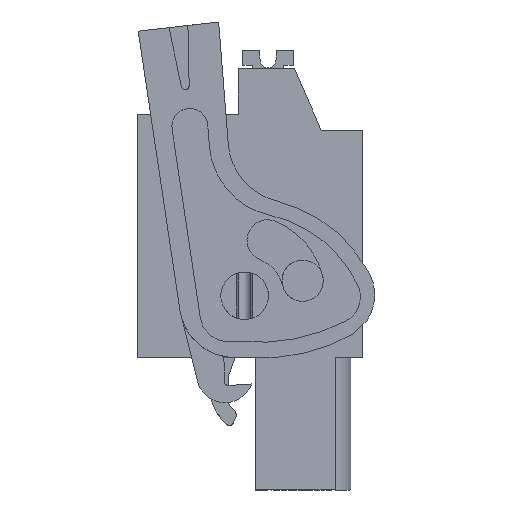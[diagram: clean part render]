
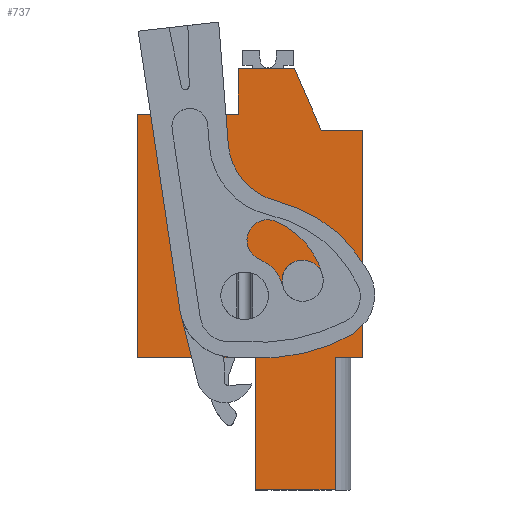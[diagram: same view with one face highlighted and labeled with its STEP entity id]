
A CAD part, left-side view. The second image highlights one B-rep face of the part: STEP entity #737.
In plain terms, the highlighted planar face has unit normal (-1, 0, 0).
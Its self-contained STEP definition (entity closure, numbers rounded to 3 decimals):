
#617=AXIS2_PLACEMENT_3D('Plane Axis2P3D',#614,#615,#616) ;
#703=AXIS2_PLACEMENT_3D('Circle Axis2P3D',#701,#702,$) ;
#712=AXIS2_PLACEMENT_3D('Circle Axis2P3D',#710,#711,$) ;
#721=AXIS2_PLACEMENT_3D('Circle Axis2P3D',#719,#720,$) ;
#730=AXIS2_PLACEMENT_3D('Circle Axis2P3D',#728,#729,$) ;
#42=CARTESIAN_POINT('Vertex',(4.85,8.618,26.59)) ;
#45=CARTESIAN_POINT('Line Origine',(4.85,6.843,26.59)) ;
#49=CARTESIAN_POINT('Vertex',(4.85,5.068,26.59)) ;
#509=CARTESIAN_POINT('Vertex',(4.85,8.618,23.69)) ;
#512=CARTESIAN_POINT('Line Origine',(4.85,8.618,25.14)) ;
#614=CARTESIAN_POINT('Axis2P3D Location',(4.85,7.568,8.35)) ;
#619=CARTESIAN_POINT('Line Origine',(4.85,2.493,4.175)) ;
#623=CARTESIAN_POINT('Vertex',(4.85,2.493,8.35)) ;
#625=CARTESIAN_POINT('Vertex',(4.85,2.493,0.)) ;
#628=CARTESIAN_POINT('Line Origine',(4.85,1.63,8.35)) ;
#632=CARTESIAN_POINT('Vertex',(4.85,0.768,8.35)) ;
#635=CARTESIAN_POINT('Line Origine',(4.85,0.768,15.52)) ;
#639=CARTESIAN_POINT('Vertex',(4.85,0.768,22.69)) ;
#642=CARTESIAN_POINT('Line Origine',(4.85,2.068,22.69)) ;
#646=CARTESIAN_POINT('Vertex',(4.85,3.368,22.69)) ;
#649=CARTESIAN_POINT('Line Origine',(4.85,4.218,24.64)) ;
#654=CARTESIAN_POINT('Line Origine',(4.85,11.793,23.69)) ;
#658=CARTESIAN_POINT('Vertex',(4.85,14.968,23.69)) ;
#661=CARTESIAN_POINT('Line Origine',(4.85,14.968,16.02)) ;
#665=CARTESIAN_POINT('Vertex',(4.85,14.968,8.35)) ;
#668=CARTESIAN_POINT('Line Origine',(4.85,11.253,8.35)) ;
#672=CARTESIAN_POINT('Vertex',(4.85,7.539,8.35)) ;
#675=CARTESIAN_POINT('Line Origine',(4.85,7.539,4.175)) ;
#679=CARTESIAN_POINT('Vertex',(4.85,7.539,0.)) ;
#682=CARTESIAN_POINT('Line Origine',(4.85,5.016,0.)) ;
#701=CARTESIAN_POINT('Axis2P3D Location',(4.85,8.204,12.25)) ;
#705=CARTESIAN_POINT('Vertex',(4.85,8.204,10.75)) ;
#707=CARTESIAN_POINT('Vertex',(4.85,8.204,13.75)) ;
#710=CARTESIAN_POINT('Axis2P3D Location',(4.85,8.204,12.25)) ;
#719=CARTESIAN_POINT('Axis2P3D Location',(4.85,4.544,13.2)) ;
#723=CARTESIAN_POINT('Vertex',(4.85,4.544,14.5)) ;
#725=CARTESIAN_POINT('Vertex',(4.85,4.544,11.9)) ;
#728=CARTESIAN_POINT('Axis2P3D Location',(4.85,4.544,13.2)) ;
#46=DIRECTION('Vector Direction',(0.,1.,0.)) ;
#513=DIRECTION('Vector Direction',(0.,0.,-1.)) ;
#615=DIRECTION('Axis2P3D Direction',(1.,0.,0.)) ;
#616=DIRECTION('Axis2P3D XDirection',(0.,1.,0.)) ;
#620=DIRECTION('Vector Direction',(0.,0.,-1.)) ;
#629=DIRECTION('Vector Direction',(0.,-1.,0.)) ;
#636=DIRECTION('Vector Direction',(0.,0.,-1.)) ;
#643=DIRECTION('Vector Direction',(0.,1.,0.)) ;
#650=DIRECTION('Vector Direction',(0.,0.4,0.917)) ;
#655=DIRECTION('Vector Direction',(0.,1.,0.)) ;
#662=DIRECTION('Vector Direction',(0.,0.,1.)) ;
#669=DIRECTION('Vector Direction',(0.,1.,0.)) ;
#676=DIRECTION('Vector Direction',(0.,0.,-1.)) ;
#683=DIRECTION('Vector Direction',(0.,1.,0.)) ;
#702=DIRECTION('Axis2P3D Direction',(1.,0.,0.)) ;
#711=DIRECTION('Axis2P3D Direction',(1.,0.,0.)) ;
#720=DIRECTION('Axis2P3D Direction',(1.,0.,0.)) ;
#729=DIRECTION('Axis2P3D Direction',(1.,0.,0.)) ;
#47=VECTOR('Line Direction',#46,1.) ;
#514=VECTOR('Line Direction',#513,1.) ;
#621=VECTOR('Line Direction',#620,1.) ;
#630=VECTOR('Line Direction',#629,1.) ;
#637=VECTOR('Line Direction',#636,1.) ;
#644=VECTOR('Line Direction',#643,1.) ;
#651=VECTOR('Line Direction',#650,1.) ;
#656=VECTOR('Line Direction',#655,1.) ;
#663=VECTOR('Line Direction',#662,1.) ;
#670=VECTOR('Line Direction',#669,1.) ;
#677=VECTOR('Line Direction',#676,1.) ;
#684=VECTOR('Line Direction',#683,1.) ;
#688=ORIENTED_EDGE('',*,*,#627,.F.) ;
#689=ORIENTED_EDGE('',*,*,#634,.F.) ;
#690=ORIENTED_EDGE('',*,*,#641,.F.) ;
#691=ORIENTED_EDGE('',*,*,#648,.T.) ;
#692=ORIENTED_EDGE('',*,*,#653,.T.) ;
#693=ORIENTED_EDGE('',*,*,#51,.T.) ;
#694=ORIENTED_EDGE('',*,*,#516,.T.) ;
#695=ORIENTED_EDGE('',*,*,#660,.T.) ;
#696=ORIENTED_EDGE('',*,*,#667,.F.) ;
#697=ORIENTED_EDGE('',*,*,#674,.F.) ;
#698=ORIENTED_EDGE('',*,*,#681,.T.) ;
#699=ORIENTED_EDGE('',*,*,#686,.F.) ;
#716=ORIENTED_EDGE('',*,*,#709,.T.) ;
#717=ORIENTED_EDGE('',*,*,#714,.T.) ;
#734=ORIENTED_EDGE('',*,*,#727,.T.) ;
#735=ORIENTED_EDGE('',*,*,#732,.T.) ;
#718=FACE_BOUND('',#715,.T.) ;
#736=FACE_BOUND('',#733,.T.) ;
#737=ADVANCED_FACE('HOUSING',(#700,#718,#736),#618,.F.) ;
#704=CIRCLE('generated circle',#703,1.5) ;
#713=CIRCLE('generated circle',#712,1.5) ;
#722=CIRCLE('generated circle',#721,1.3) ;
#731=CIRCLE('generated circle',#730,1.3) ;
#51=EDGE_CURVE('',#50,#43,#48,.T.) ;
#516=EDGE_CURVE('',#43,#510,#515,.T.) ;
#627=EDGE_CURVE('',#624,#626,#622,.T.) ;
#634=EDGE_CURVE('',#633,#624,#631,.F.) ;
#641=EDGE_CURVE('',#640,#633,#638,.T.) ;
#648=EDGE_CURVE('',#640,#647,#645,.T.) ;
#653=EDGE_CURVE('',#647,#50,#652,.T.) ;
#660=EDGE_CURVE('',#510,#659,#657,.T.) ;
#667=EDGE_CURVE('',#666,#659,#664,.T.) ;
#674=EDGE_CURVE('',#673,#666,#671,.T.) ;
#681=EDGE_CURVE('',#673,#680,#678,.T.) ;
#686=EDGE_CURVE('',#626,#680,#685,.T.) ;
#709=EDGE_CURVE('',#706,#708,#704,.T.) ;
#714=EDGE_CURVE('',#708,#706,#713,.T.) ;
#727=EDGE_CURVE('',#724,#726,#722,.T.) ;
#732=EDGE_CURVE('',#726,#724,#731,.T.) ;
#687=EDGE_LOOP('',(#688,#689,#690,#691,#692,#693,#694,#695,#696,#697,#698,#699)) ;
#715=EDGE_LOOP('',(#716,#717)) ;
#733=EDGE_LOOP('',(#734,#735)) ;
#700=FACE_OUTER_BOUND('',#687,.T.) ;
#48=LINE('Line',#45,#47) ;
#515=LINE('Line',#512,#514) ;
#622=LINE('Line',#619,#621) ;
#631=LINE('Line',#628,#630) ;
#638=LINE('Line',#635,#637) ;
#645=LINE('Line',#642,#644) ;
#652=LINE('Line',#649,#651) ;
#657=LINE('Line',#654,#656) ;
#664=LINE('Line',#661,#663) ;
#671=LINE('Line',#668,#670) ;
#678=LINE('Line',#675,#677) ;
#685=LINE('Line',#682,#684) ;
#618=PLANE('',#617) ;
#43=VERTEX_POINT('',#42) ;
#50=VERTEX_POINT('',#49) ;
#510=VERTEX_POINT('',#509) ;
#624=VERTEX_POINT('',#623) ;
#626=VERTEX_POINT('',#625) ;
#633=VERTEX_POINT('',#632) ;
#640=VERTEX_POINT('',#639) ;
#647=VERTEX_POINT('',#646) ;
#659=VERTEX_POINT('',#658) ;
#666=VERTEX_POINT('',#665) ;
#673=VERTEX_POINT('',#672) ;
#680=VERTEX_POINT('',#679) ;
#706=VERTEX_POINT('',#705) ;
#708=VERTEX_POINT('',#707) ;
#724=VERTEX_POINT('',#723) ;
#726=VERTEX_POINT('',#725) ;
